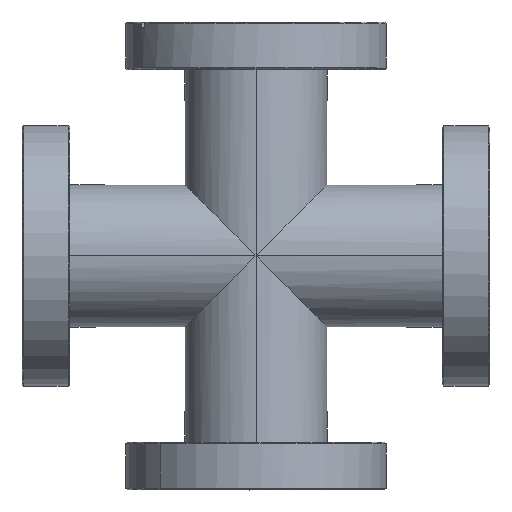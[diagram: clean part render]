
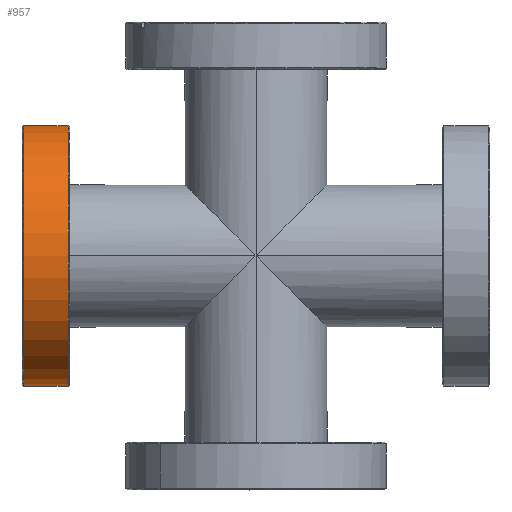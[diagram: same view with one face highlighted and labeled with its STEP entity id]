
A CAD part, top view. The second image highlights one B-rep face of the part: STEP entity #957.
In plain terms, the highlighted cylindrical face has radius 35 mm (diameter 70 mm), a partial arc.
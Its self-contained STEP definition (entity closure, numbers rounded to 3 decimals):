
#151 = EDGE_LOOP ( 'NONE', ( #3908, #3893, #4209, #3897 ) ) ;
#463 = VERTEX_POINT ( 'NONE', #4400 ) ;
#580 = EDGE_CURVE ( 'NONE', #2112, #2099, #1173, .T. ) ;
#584 = EDGE_CURVE ( 'NONE', #2106, #463, #1179, .T. ) ;
#647 = VECTOR ( 'NONE', #1752, 1000. ) ;
#957 = ADVANCED_FACE ( 'NONE', ( #3315 ), #3318, .T. ) ;
#1173 = CIRCLE ( 'NONE', #4131, 35. ) ;
#1179 = CIRCLE ( 'NONE', #4133, 35. ) ;
#1400 = CARTESIAN_POINT ( 'NONE',  ( 0., 0.4, -35. ) ) ;
#1407 = CARTESIAN_POINT ( 'NONE',  ( 0., 12.3, -35. ) ) ;
#1413 = CARTESIAN_POINT ( 'NONE',  ( 0., 0.4, 35. ) ) ;
#1745 = CARTESIAN_POINT ( 'NONE',  ( 0., 31.392, -35. ) ) ;
#1750 = DIRECTION ( 'NONE',  ( 0., 1., 0. ) ) ;
#1751 = CARTESIAN_POINT ( 'NONE',  ( 0., 31.392, 35. ) ) ;
#1752 = DIRECTION ( 'NONE',  ( 0., 1., 0. ) ) ;
#1893 = LINE ( 'NONE', #1745, #2040 ) ;
#1897 = LINE ( 'NONE', #1751, #647 ) ;
#2040 = VECTOR ( 'NONE', #1750, 1000. ) ;
#2099 = VERTEX_POINT ( 'NONE', #1400 ) ;
#2106 = VERTEX_POINT ( 'NONE', #1407 ) ;
#2112 = VERTEX_POINT ( 'NONE', #1413 ) ;
#2438 = AXIS2_PLACEMENT_3D ( 'NONE', #3471, #3472, #3470 ) ;
#3146 = CARTESIAN_POINT ( 'NONE',  ( 0., 12.3, 0. ) ) ;
#3182 = DIRECTION ( 'NONE',  ( 0., 1., 0. ) ) ;
#3186 = DIRECTION ( 'NONE',  ( 0., 0., -1. ) ) ;
#3198 = CARTESIAN_POINT ( 'NONE',  ( 0., 0.4, 0. ) ) ;
#3215 = DIRECTION ( 'NONE',  ( 0., 0., 1. ) ) ;
#3248 = DIRECTION ( 'NONE',  ( 0., -1., 0. ) ) ;
#3315 = FACE_OUTER_BOUND ( 'NONE', #151, .T. ) ;
#3318 = CYLINDRICAL_SURFACE ( 'NONE', #2438, 35. ) ;
#3470 = DIRECTION ( 'NONE',  ( 0., 0., 1. ) ) ;
#3471 = CARTESIAN_POINT ( 'NONE',  ( 0., 31.392, 0. ) ) ;
#3472 = DIRECTION ( 'NONE',  ( 0., 1., 0. ) ) ;
#3893 = ORIENTED_EDGE ( 'NONE', *, *, #3956, .T. ) ;
#3897 = ORIENTED_EDGE ( 'NONE', *, *, #3957, .F. ) ;
#3908 = ORIENTED_EDGE ( 'NONE', *, *, #580, .T. ) ;
#3956 = EDGE_CURVE ( 'NONE', #2099, #2106, #1893, .T. ) ;
#3957 = EDGE_CURVE ( 'NONE', #2112, #463, #1897, .T. ) ;
#4131 = AXIS2_PLACEMENT_3D ( 'NONE', #3198, #3182, #3186 ) ;
#4133 = AXIS2_PLACEMENT_3D ( 'NONE', #3146, #3248, #3215 ) ;
#4209 = ORIENTED_EDGE ( 'NONE', *, *, #584, .T. ) ;
#4400 = CARTESIAN_POINT ( 'NONE',  ( 0., 12.3, 35. ) ) ;
